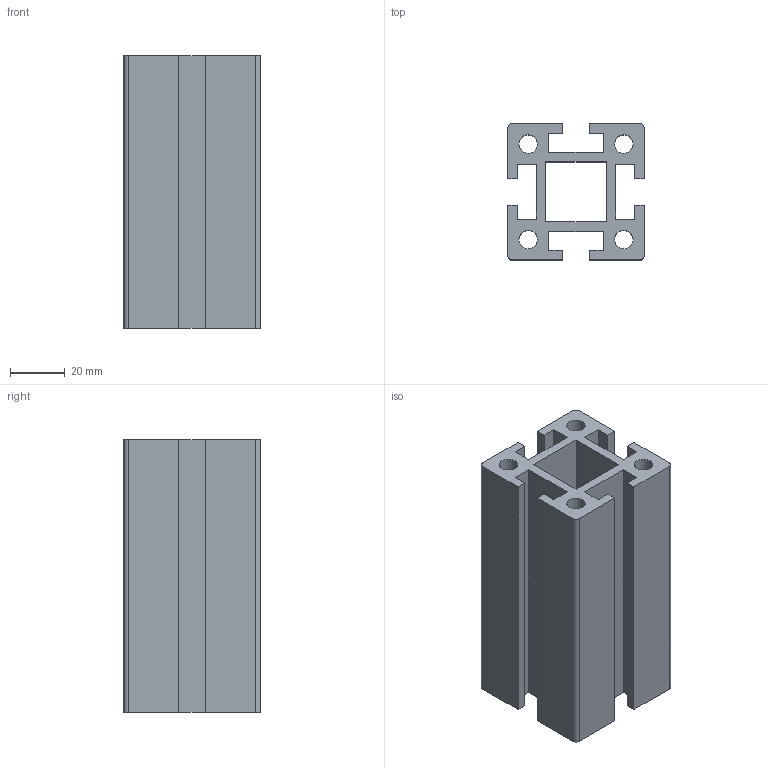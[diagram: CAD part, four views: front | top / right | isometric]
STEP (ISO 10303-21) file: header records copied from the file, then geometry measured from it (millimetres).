
FILE_DESCRIPTION(('Creo Elements/Direct Modeling STEP Export'),'2;1');
FILE_NAME('55.0000_Quadratprofil-MMS-55_50x50mm.stp','2022-03-21T 8:05:50',(''),(''),'PTC Creo Elements/Direct Modeling STEP processor for AP214 (Solid Model)','PTC Creo Elements/Direct Modeling 19.0C 15-Aug-2015 (C) Parametric Technology GmbH','');
FILE_SCHEMA(('AUTOMOTIVE_DESIGN { 1 0 10303 214 1 1 1 1 }'));
Length unit declared in the file: millimetre
Products named in the file (1): Quadratprofil-MMS-55_50x50mm_55.0000_PX175902
Bounding box: 50 x 50 x 100 mm (x, y, z)
Volume: 116853.5 mm3; surface area: 55807.5 mm2
Topology: 1 solids, 1 shells, 54 faces, 159 edges, 107 vertices
Faces by surface type: plane 42, cylinder 12
Entity records: 1781 total; most frequent: ORIENTED_EDGE 318, CARTESIAN_POINT 310, DIRECTION 274, EDGE_CURVE 159, VECTOR 132, LINE 132, VERTEX_POINT 107, AXIS2_PLACEMENT_3D 71
